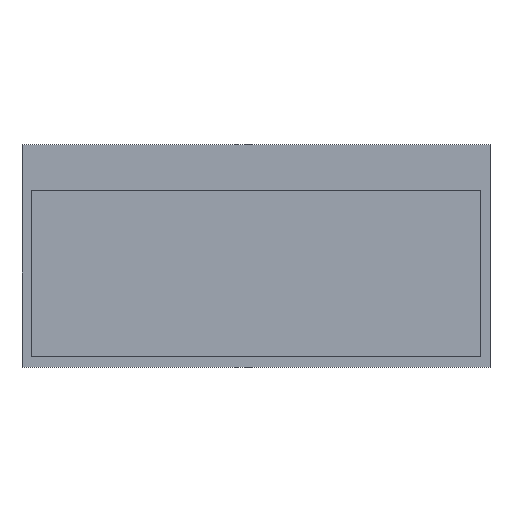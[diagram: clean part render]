
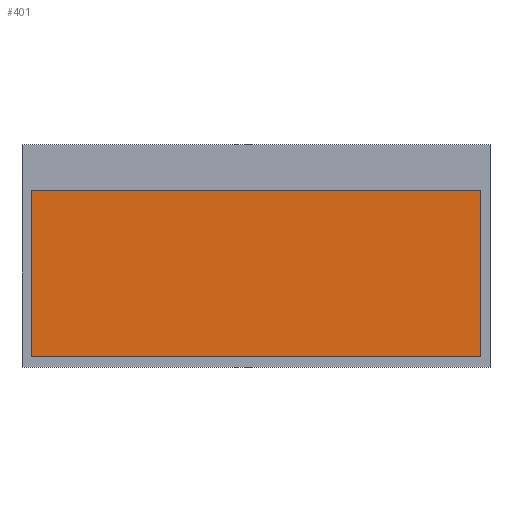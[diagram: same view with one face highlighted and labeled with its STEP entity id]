
A CAD part, top view. The second image highlights one B-rep face of the part: STEP entity #401.
In plain terms, the highlighted free-form (B-spline) face has degree [1, 1] with [2, 2] control points.
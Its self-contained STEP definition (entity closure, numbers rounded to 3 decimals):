
#284 = VERTEX_POINT('',#285);
#285 = CARTESIAN_POINT('',(8.1,4.45,0.762)
  );
#298 = VERTEX_POINT('',#299);
#299 = CARTESIAN_POINT('',(8.1,-1.55,0.762
    ));
#304 = EDGE_CURVE('',#284,#298,#305,.T.);
#305 = B_SPLINE_CURVE_WITH_KNOTS('',1,(#306,#307),.UNSPECIFIED.,.F.,.F.,
  (2,2),(0.,0.762),.PIECEWISE_BEZIER_KNOTS.);
#306 = CARTESIAN_POINT('',(8.1,4.45,0.762)
  );
#307 = CARTESIAN_POINT('',(8.1,-1.55,0.762
    ));
#320 = VERTEX_POINT('',#321);
#321 = CARTESIAN_POINT('',(-8.1,4.45,0.762
    ));
#334 = VERTEX_POINT('',#335);
#335 = CARTESIAN_POINT('',(-8.1,-1.55,
    0.762));
#340 = EDGE_CURVE('',#320,#334,#341,.T.);
#341 = B_SPLINE_CURVE_WITH_KNOTS('',1,(#342,#343),.UNSPECIFIED.,.F.,.F.,
  (2,2),(0.,0.762),.PIECEWISE_BEZIER_KNOTS.);
#342 = CARTESIAN_POINT('',(-8.1,4.45,0.762
    ));
#343 = CARTESIAN_POINT('',(-8.1,-1.55,
    0.762));
#359 = EDGE_CURVE('',#284,#320,#360,.T.);
#360 = B_SPLINE_CURVE_WITH_KNOTS('',1,(#361,#362),.UNSPECIFIED.,.F.,.F.,
  (2,2),(0.,0.762),.PIECEWISE_BEZIER_KNOTS.);
#361 = CARTESIAN_POINT('',(8.1,4.45,0.762)
  );
#362 = CARTESIAN_POINT('',(-8.1,4.45,0.762
    ));
#379 = EDGE_CURVE('',#298,#334,#380,.T.);
#380 = B_SPLINE_CURVE_WITH_KNOTS('',1,(#381,#382),.UNSPECIFIED.,.F.,.F.,
  (2,2),(0.,0.762),.PIECEWISE_BEZIER_KNOTS.);
#381 = CARTESIAN_POINT('',(8.1,-1.55,0.762
    ));
#382 = CARTESIAN_POINT('',(-8.1,-1.55,
    0.762));
#401 = ADVANCED_FACE('',(#402),#408,.T.);
#402 = FACE_BOUND('',#403,.T.);
#403 = EDGE_LOOP('',(#404,#405,#406,#407));
#404 = ORIENTED_EDGE('',*,*,#304,.F.);
#405 = ORIENTED_EDGE('',*,*,#359,.T.);
#406 = ORIENTED_EDGE('',*,*,#340,.T.);
#407 = ORIENTED_EDGE('',*,*,#379,.F.);
#408 = B_SPLINE_SURFACE_WITH_KNOTS('',1,1,(
    (#409,#410)
    ,(#411,#412
    )),.UNSPECIFIED.,.F.,.F.,.F.,(2,2),(2,2),(0.,0.762),(0.,
    0.762),.PIECEWISE_BEZIER_KNOTS.);
#409 = CARTESIAN_POINT('',(8.1,4.45,0.762)
  );
#410 = CARTESIAN_POINT('',(8.1,-1.55,0.762
    ));
#411 = CARTESIAN_POINT('',(-8.1,4.45,0.762
    ));
#412 = CARTESIAN_POINT('',(-8.1,-1.55,
    0.762));
